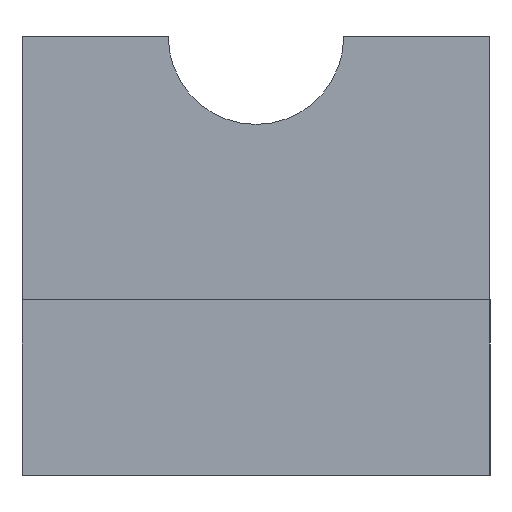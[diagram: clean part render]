
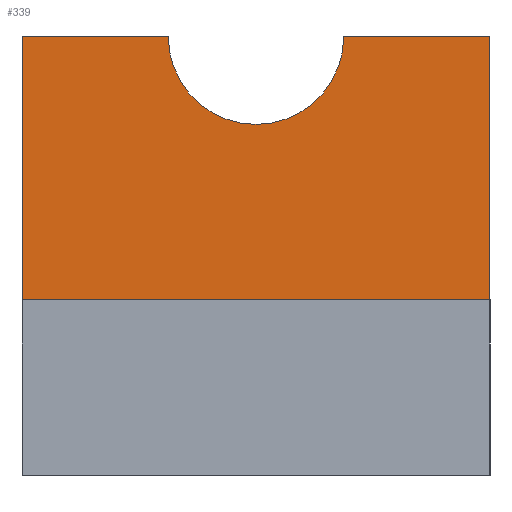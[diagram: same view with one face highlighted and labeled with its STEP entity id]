
A CAD part, left-side view. The second image highlights one B-rep face of the part: STEP entity #339.
In plain terms, the highlighted planar face has unit normal (-1, 0, 0).
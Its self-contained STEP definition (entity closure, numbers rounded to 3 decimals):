
#15=PLANE('',#375);
#33=FACE_OUTER_BOUND('',#51,.T.);
#51=EDGE_LOOP('',(#247,#248,#249,#250,#251,#252));
#70=CIRCLE('',#374,15.);
#75=LINE('',#502,#119);
#76=LINE('',#504,#120);
#77=LINE('',#506,#121);
#78=LINE('',#508,#122);
#79=LINE('',#509,#123);
#119=VECTOR('',#411,10.);
#120=VECTOR('',#412,10.);
#121=VECTOR('',#413,10.);
#122=VECTOR('',#414,10.);
#123=VECTOR('',#415,10.);
#165=VERTEX_POINT('',#495);
#166=VERTEX_POINT('',#497);
#167=VERTEX_POINT('',#501);
#168=VERTEX_POINT('',#503);
#169=VERTEX_POINT('',#505);
#170=VERTEX_POINT('',#507);
#197=EDGE_CURVE('',#166,#165,#70,.T.);
#199=EDGE_CURVE('',#165,#167,#75,.T.);
#200=EDGE_CURVE('',#168,#167,#76,.T.);
#201=EDGE_CURVE('',#169,#168,#77,.T.);
#202=EDGE_CURVE('',#169,#170,#78,.T.);
#203=EDGE_CURVE('',#170,#166,#79,.T.);
#247=ORIENTED_EDGE('',*,*,#197,.T.);
#248=ORIENTED_EDGE('',*,*,#199,.T.);
#249=ORIENTED_EDGE('',*,*,#200,.F.);
#250=ORIENTED_EDGE('',*,*,#201,.F.);
#251=ORIENTED_EDGE('',*,*,#202,.T.);
#252=ORIENTED_EDGE('',*,*,#203,.T.);
#339=ADVANCED_FACE('',(#33),#15,.T.);
#374=AXIS2_PLACEMENT_3D('',#498,#406,#407);
#375=AXIS2_PLACEMENT_3D('',#500,#409,#410);
#406=DIRECTION('center_axis',(1.,0.,0.));
#407=DIRECTION('ref_axis',(0.,1.,0.));
#409=DIRECTION('center_axis',(-1.,0.,0.));
#410=DIRECTION('ref_axis',(0.,0.,1.));
#411=DIRECTION('',(0.,1.,0.));
#412=DIRECTION('',(0.,0.,1.));
#413=DIRECTION('',(0.,1.,0.));
#414=DIRECTION('',(0.,0.,1.));
#415=DIRECTION('',(0.,1.,0.));
#495=CARTESIAN_POINT('',(-40.,55.,60.));
#497=CARTESIAN_POINT('',(-40.,25.,60.));
#498=CARTESIAN_POINT('Origin',(-40.,40.,60.));
#500=CARTESIAN_POINT('Origin',(-40.,0.,15.));
#501=CARTESIAN_POINT('',(-40.,80.,60.));
#502=CARTESIAN_POINT('',(-40.,0.,60.));
#503=CARTESIAN_POINT('',(-40.,80.,15.));
#504=CARTESIAN_POINT('',(-40.,80.,15.));
#505=CARTESIAN_POINT('',(-40.,0.,15.));
#506=CARTESIAN_POINT('',(-40.,0.,15.));
#507=CARTESIAN_POINT('',(-40.,0.,60.));
#508=CARTESIAN_POINT('',(-40.,0.,15.));
#509=CARTESIAN_POINT('',(-40.,0.,60.));
